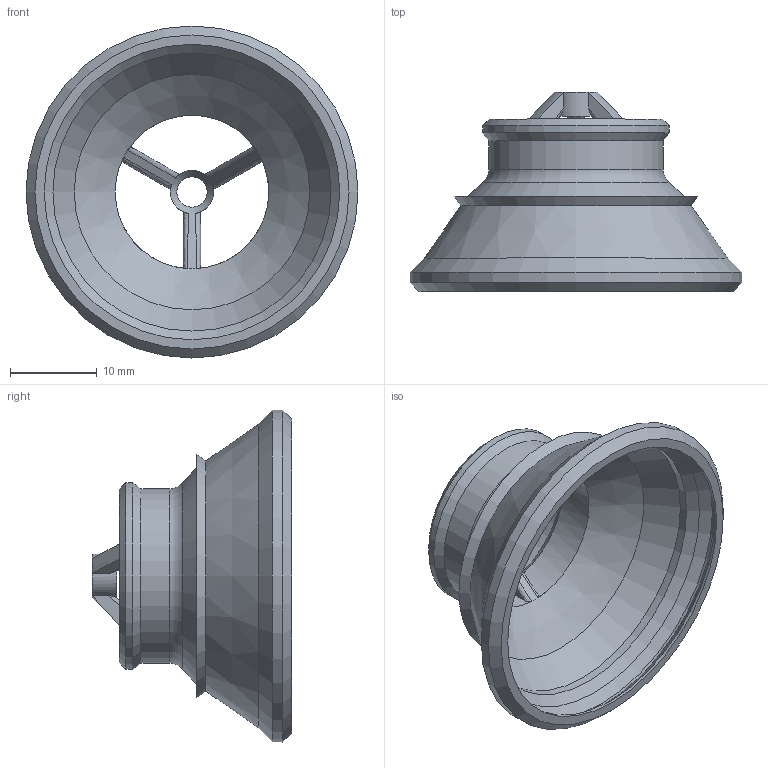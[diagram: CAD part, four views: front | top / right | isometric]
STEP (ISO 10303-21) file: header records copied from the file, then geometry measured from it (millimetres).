
FILE_DESCRIPTION(/* description */ (''),/* implementation_level */ '2;1');
FILE_NAME(/* name */ 'Sea to Summit Valve Addapter.step',/* time_stamp */ '2022-08-09T08:19:21-07:00',/* author */ (''),/* organization */ (''),/* preprocessor_version */ 'ST-DEVELOPER v19',/* originating_system */ 'Autodesk Translation Framework v11.7.0.108',/* authorisation */ '');
FILE_SCHEMA (('AUTOMOTIVE_DESIGN { 1 0 10303 214 3 1 1 }'));
Length unit declared in the file: millimetre
Products named in the file (1): Sea to Summit Valve Addapter
Bounding box: 38.2 x 22.94 x 38.2 mm (x, y, z)
Volume: 2147.6 mm3; surface area: 4585 mm2
Topology: 1 solids, 1 shells, 48 faces, 117 edges, 67 vertices
Faces by surface type: cone 17, cylinder 14, plane 10, bspline 6, torus 1
Full cylindrical faces by diameter (mm): 3.5 x1, 18.65 x1, 20.07 x1, 21.5 x1, 32 x1, 34 x1, 36.2 x1, 38.2 x1
Entity records: 1836 total; most frequent: CARTESIAN_POINT 707, ORIENTED_EDGE 234, DIRECTION 226, EDGE_CURVE 117, AXIS2_PLACEMENT_3D 96, VERTEX_POINT 67, CIRCLE 53, EDGE_LOOP 52
